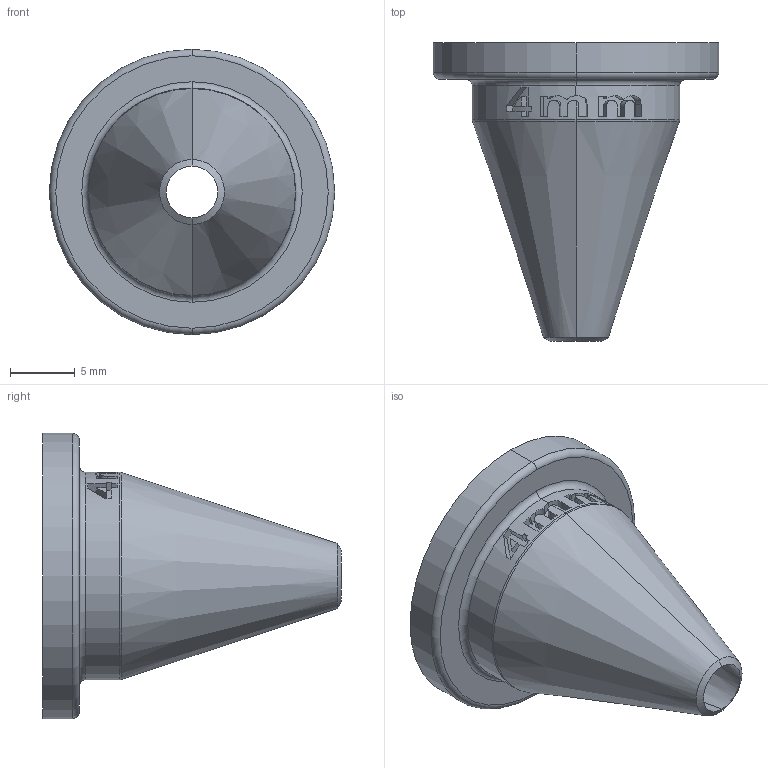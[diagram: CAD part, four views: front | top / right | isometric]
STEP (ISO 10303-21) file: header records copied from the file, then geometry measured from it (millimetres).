
FILE_DESCRIPTION (( 'STEP AP214' ), '1' );
FILE_NAME ('Nozzle_4mm.STEP', '2024-06-20T07:58:41', ( '' ), ( '' ), 'SwSTEP 2.0', 'SolidWorks 2024', '' );
FILE_SCHEMA (( 'AUTOMOTIVE_DESIGN' ));
Length unit declared in the file: millimetre
Products named in the file (1): Nozzle_4mm
Bounding box: 22 x 23 x 22 mm (x, y, z)
Volume: 2196.8 mm3; surface area: 1980 mm2
Topology: 1 solids, 1 shells, 76 faces, 199 edges, 128 vertices
Faces by surface type: plane 36, bspline 18, cylinder 10, torus 6, cone 6
Entity records: 4851 total; most frequent: CARTESIAN_POINT 3083, ORIENTED_EDGE 398, DIRECTION 309, EDGE_CURVE 199, VERTEX_POINT 128, AXIS2_PLACEMENT_3D 115, EDGE_LOOP 81, LINE 79
